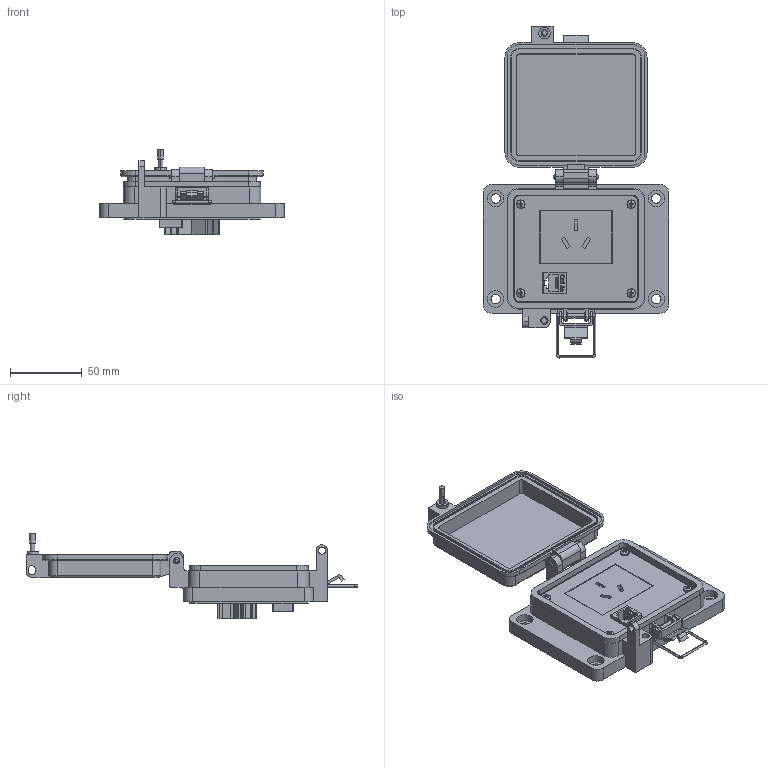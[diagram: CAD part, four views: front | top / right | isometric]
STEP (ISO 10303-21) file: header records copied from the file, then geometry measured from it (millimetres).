
FILE_DESCRIPTION (( 'STEP AP203' ), '1' );
FILE_NAME ('P-R2-K3RAG0_3D.STEP', '2019-08-01T15:20:14', ( '' ), ( '' ), 'SwSTEP 2.0', 'SolidWorks 2019', '' );
FILE_SCHEMA (( 'CONFIG_CONTROL_DESIGN' ));
Length unit declared in the file: millimetre
Products named in the file (13): P-R2-K3RAG0_FP060_1; 92005A124_METRIC PAN HEAD PHILLIPS MACHINE SCREW_92005A124; Z-300-RJ45CAT5; P-R2-K3RAG0_3D; R2; P-R2-K3RAG0_BP180_1; Z-200-OTLT-RAG; P-R2-K3RAG0_TP060_1; RAG; Z-000-4243316TFP; Z-H-K3_B; P-R2-K3RAG0_BP120_2; -K3
Assembly tree (16 placements, depth 3):
  P-R2-K3RAG0_3D
    P-R2-K3RAG0_BP180_1
    P-R2-K3RAG0_TP060_1
    Z-000-4243316TFP  x2
    P-R2-K3RAG0_BP120_2
    P-R2-K3RAG0_FP060_1
    R2
      Z-300-RJ45CAT5
    RAG
      Z-200-OTLT-RAG
    -K3
      Z-H-K3_B
    92005A124_METRIC PAN HEAD PHILLIPS MACHINE SCREW_92005A124  x4
Bounding box: 129 x 231.28 x 59.64 mm (x, y, z)
Volume: 207309.8 mm3; surface area: 119059.7 mm2
Topology: 22 solids, 22 shells, 1959 faces, 5479 edges, 3630 vertices
Faces by surface type: cylinder 889, plane 760, bspline 208, cone 62, torus 32, sphere 8
Entity records: 52509 total; most frequent: CARTESIAN_POINT 17872, ORIENTED_EDGE 7468, DIRECTION 6090, EDGE_CURVE 3734, VERTEX_POINT 2473, LINE 2304, VECTOR 2304, AXIS2_PLACEMENT_3D 1893
